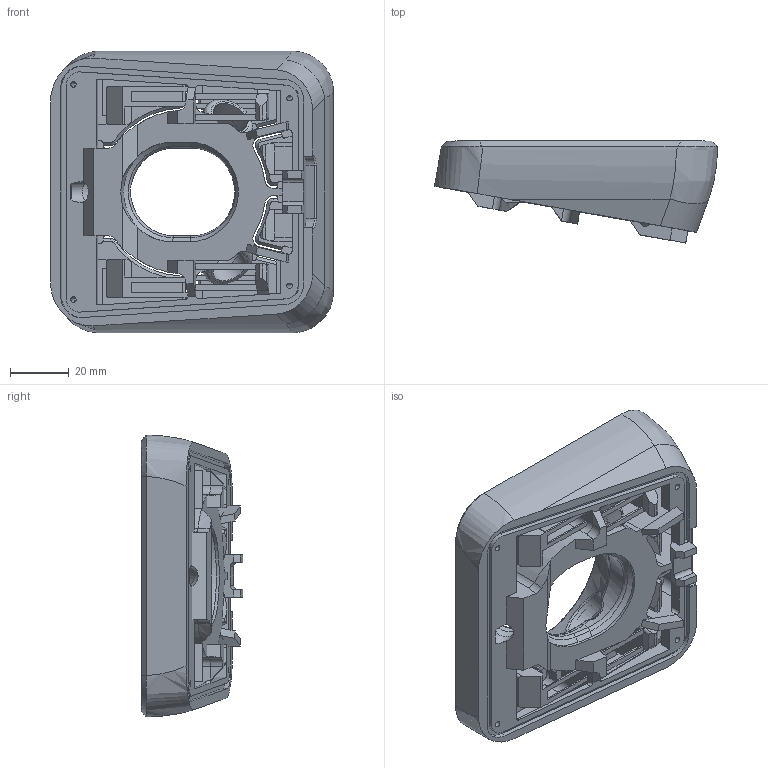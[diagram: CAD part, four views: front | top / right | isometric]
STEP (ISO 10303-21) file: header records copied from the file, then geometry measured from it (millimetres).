
FILE_DESCRIPTION(/* description */ ('STEP AP242'),/* implementation_level */ '2;1');
FILE_NAME(/* name */ 'BTU top Lego for FDM cham.step',/* time_stamp */ '2025-04-10T19:13:32+09:00',/* author */ (''),/* organization */ (''),/* preprocessor_version */ 'ST-DEVELOPER v20.1',/* originating_system */ 'Autodesk Translation Framework v14.4.0.0',/* authorisation */ '');
FILE_SCHEMA (('AUTOMOTIVE_DESIGN { 1 0 10303 214 3 1 1 }'));
Length unit declared in the file: millimetre
Products named in the file (1): Top
Bounding box: 96.49 x 34.71 x 95.99 mm (x, y, z)
Volume: 91553.8 mm3; surface area: 56497.6 mm2
Topology: 1 solids, 1 shells, 845 faces, 2406 edges, 1561 vertices
Faces by surface type: plane 509, cylinder 257, cone 38, bspline 36, torus 4, sphere 1
Full cylindrical faces by diameter (mm): 1.9 x4, 4.2 x12, 7 x1, 12.8 x3, 17.2 x3
Entity records: 42640 total; most frequent: CARTESIAN_POINT 20259, ORIENTED_EDGE 4812, DIRECTION 4520, EDGE_CURVE 2406, LINE 1654, VECTOR 1654, VERTEX_POINT 1561, AXIS2_PLACEMENT_3D 1433
